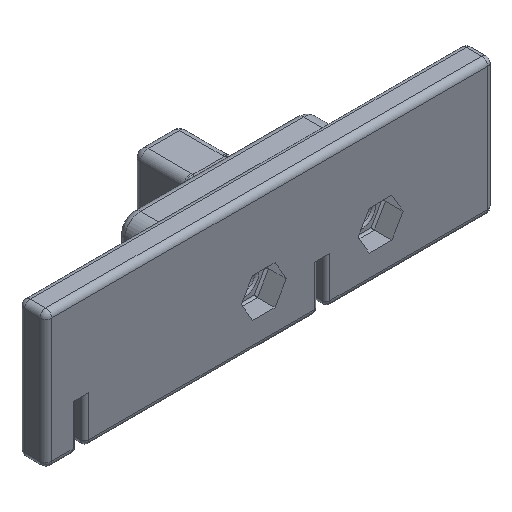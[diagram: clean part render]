
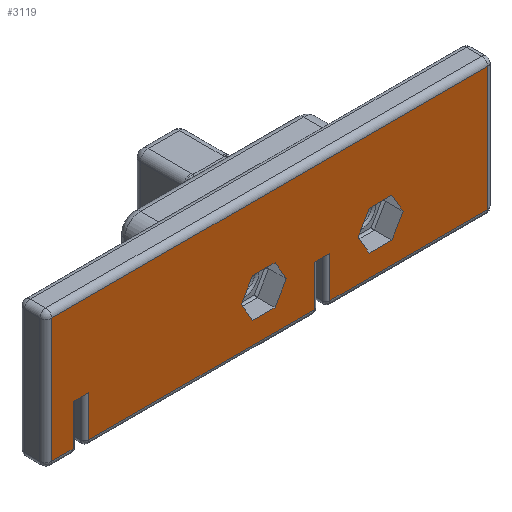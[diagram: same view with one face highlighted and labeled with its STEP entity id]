
A CAD part, isometric view. The second image highlights one B-rep face of the part: STEP entity #3119.
In plain terms, the highlighted planar face has unit normal (0, -1, 0).
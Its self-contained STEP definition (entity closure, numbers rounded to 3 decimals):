
#197=FACE_BOUND('',#1044,.T.);
#198=FACE_BOUND('',#1045,.T.);
#217=LINE('',#4809,#488);
#220=LINE('',#4814,#491);
#222=LINE('',#4818,#493);
#236=LINE('',#4859,#507);
#239=LINE('',#4864,#510);
#241=LINE('',#4868,#512);
#243=LINE('',#4887,#514);
#245=LINE('',#4926,#516);
#246=LINE('',#4928,#517);
#247=LINE('',#4930,#518);
#248=LINE('',#4932,#519);
#249=LINE('',#4934,#520);
#250=LINE('',#4936,#521);
#251=LINE('',#4938,#522);
#252=LINE('',#4940,#523);
#253=LINE('',#4942,#524);
#254=LINE('',#4944,#525);
#255=LINE('',#4945,#526);
#256=LINE('',#4947,#527);
#257=LINE('',#4949,#528);
#258=LINE('',#4950,#529);
#259=LINE('',#4952,#530);
#260=LINE('',#4954,#531);
#261=LINE('',#4955,#532);
#488=VECTOR('',#3775,10.);
#491=VECTOR('',#3780,10.);
#493=VECTOR('',#3784,10.);
#507=VECTOR('',#3824,10.);
#510=VECTOR('',#3829,10.);
#512=VECTOR('',#3833,10.);
#514=VECTOR('',#3855,10.);
#516=VECTOR('',#3865,10.);
#517=VECTOR('',#3866,10.);
#518=VECTOR('',#3867,10.);
#519=VECTOR('',#3868,10.);
#520=VECTOR('',#3869,10.);
#521=VECTOR('',#3870,10.);
#522=VECTOR('',#3871,10.);
#523=VECTOR('',#3872,10.);
#524=VECTOR('',#3873,10.);
#525=VECTOR('',#3874,10.);
#526=VECTOR('',#3875,10.);
#527=VECTOR('',#3876,10.);
#528=VECTOR('',#3877,10.);
#529=VECTOR('',#3878,10.);
#530=VECTOR('',#3879,10.);
#531=VECTOR('',#3880,10.);
#532=VECTOR('',#3881,10.);
#753=PLANE('',#3384);
#840=FACE_OUTER_BOUND('',#1043,.T.);
#1043=EDGE_LOOP('',(#2248,#2249,#2250,#2251,#2252,#2253,#2254,#2255,#2256,
#2257,#2258,#2259));
#1044=EDGE_LOOP('',(#2260,#2261,#2262,#2263,#2264,#2265));
#1045=EDGE_LOOP('',(#2266,#2267,#2268,#2269,#2270,#2271));
#1402=VERTEX_POINT('',#4806);
#1403=VERTEX_POINT('',#4808);
#1404=VERTEX_POINT('',#4812);
#1405=VERTEX_POINT('',#4816);
#1418=VERTEX_POINT('',#4856);
#1419=VERTEX_POINT('',#4858);
#1420=VERTEX_POINT('',#4862);
#1421=VERTEX_POINT('',#4866);
#1427=VERTEX_POINT('',#4884);
#1428=VERTEX_POINT('',#4886);
#1431=VERTEX_POINT('',#4925);
#1432=VERTEX_POINT('',#4927);
#1433=VERTEX_POINT('',#4929);
#1434=VERTEX_POINT('',#4931);
#1435=VERTEX_POINT('',#4933);
#1436=VERTEX_POINT('',#4935);
#1437=VERTEX_POINT('',#4937);
#1438=VERTEX_POINT('',#4939);
#1439=VERTEX_POINT('',#4941);
#1440=VERTEX_POINT('',#4943);
#1441=VERTEX_POINT('',#4946);
#1442=VERTEX_POINT('',#4948);
#1443=VERTEX_POINT('',#4951);
#1444=VERTEX_POINT('',#4953);
#1687=EDGE_CURVE('',#1403,#1402,#217,.T.);
#1690=EDGE_CURVE('',#1402,#1404,#220,.T.);
#1692=EDGE_CURVE('',#1404,#1405,#222,.T.);
#1712=EDGE_CURVE('',#1419,#1418,#236,.T.);
#1715=EDGE_CURVE('',#1418,#1420,#239,.T.);
#1717=EDGE_CURVE('',#1420,#1421,#241,.T.);
#1725=EDGE_CURVE('',#1427,#1428,#243,.T.);
#1730=EDGE_CURVE('',#1427,#1431,#245,.T.);
#1731=EDGE_CURVE('',#1432,#1431,#246,.T.);
#1732=EDGE_CURVE('',#1433,#1432,#247,.T.);
#1733=EDGE_CURVE('',#1434,#1433,#248,.T.);
#1734=EDGE_CURVE('',#1435,#1434,#249,.T.);
#1735=EDGE_CURVE('',#1436,#1435,#250,.T.);
#1736=EDGE_CURVE('',#1437,#1436,#251,.T.);
#1737=EDGE_CURVE('',#1438,#1437,#252,.T.);
#1738=EDGE_CURVE('',#1438,#1439,#253,.T.);
#1739=EDGE_CURVE('',#1440,#1439,#254,.T.);
#1740=EDGE_CURVE('',#1428,#1440,#255,.T.);
#1741=EDGE_CURVE('',#1421,#1441,#256,.T.);
#1742=EDGE_CURVE('',#1441,#1442,#257,.T.);
#1743=EDGE_CURVE('',#1442,#1419,#258,.T.);
#1744=EDGE_CURVE('',#1405,#1443,#259,.T.);
#1745=EDGE_CURVE('',#1443,#1444,#260,.T.);
#1746=EDGE_CURVE('',#1444,#1403,#261,.T.);
#2248=ORIENTED_EDGE('',*,*,#1725,.F.);
#2249=ORIENTED_EDGE('',*,*,#1730,.T.);
#2250=ORIENTED_EDGE('',*,*,#1731,.F.);
#2251=ORIENTED_EDGE('',*,*,#1732,.F.);
#2252=ORIENTED_EDGE('',*,*,#1733,.F.);
#2253=ORIENTED_EDGE('',*,*,#1734,.F.);
#2254=ORIENTED_EDGE('',*,*,#1735,.F.);
#2255=ORIENTED_EDGE('',*,*,#1736,.F.);
#2256=ORIENTED_EDGE('',*,*,#1737,.F.);
#2257=ORIENTED_EDGE('',*,*,#1738,.T.);
#2258=ORIENTED_EDGE('',*,*,#1739,.F.);
#2259=ORIENTED_EDGE('',*,*,#1740,.F.);
#2260=ORIENTED_EDGE('',*,*,#1741,.T.);
#2261=ORIENTED_EDGE('',*,*,#1742,.T.);
#2262=ORIENTED_EDGE('',*,*,#1743,.T.);
#2263=ORIENTED_EDGE('',*,*,#1712,.T.);
#2264=ORIENTED_EDGE('',*,*,#1715,.T.);
#2265=ORIENTED_EDGE('',*,*,#1717,.T.);
#2266=ORIENTED_EDGE('',*,*,#1744,.T.);
#2267=ORIENTED_EDGE('',*,*,#1745,.T.);
#2268=ORIENTED_EDGE('',*,*,#1746,.T.);
#2269=ORIENTED_EDGE('',*,*,#1687,.T.);
#2270=ORIENTED_EDGE('',*,*,#1690,.T.);
#2271=ORIENTED_EDGE('',*,*,#1692,.T.);
#3119=ADVANCED_FACE('',(#840,#197,#198),#753,.T.);
#3384=AXIS2_PLACEMENT_3D('',#4924,#3863,#3864);
#3775=DIRECTION('',(-1.,0.,0.));
#3780=DIRECTION('',(-0.5,0.,0.866));
#3784=DIRECTION('',(0.5,0.,0.866));
#3824=DIRECTION('',(-1.,0.,0.));
#3829=DIRECTION('',(-0.5,0.,0.866));
#3833=DIRECTION('',(0.5,0.,0.866));
#3855=DIRECTION('',(0.,0.,-1.));
#3863=DIRECTION('center_axis',(0.,-1.,0.));
#3864=DIRECTION('ref_axis',(0.,0.,-1.));
#3865=DIRECTION('',(1.,0.,0.));
#3866=DIRECTION('',(0.,0.,1.));
#3867=DIRECTION('',(-1.,0.,0.));
#3868=DIRECTION('',(0.,0.,-1.));
#3869=DIRECTION('',(1.,0.,0.));
#3870=DIRECTION('',(0.,0.,1.));
#3871=DIRECTION('',(-1.,0.,0.));
#3872=DIRECTION('',(0.,0.,-1.));
#3873=DIRECTION('',(1.,0.,0.));
#3874=DIRECTION('',(0.,0.,1.));
#3875=DIRECTION('',(-1.,0.,0.));
#3876=DIRECTION('',(1.,0.,0.));
#3877=DIRECTION('',(0.5,0.,-0.866));
#3878=DIRECTION('',(-0.5,0.,-0.866));
#3879=DIRECTION('',(1.,0.,0.));
#3880=DIRECTION('',(0.5,0.,-0.866));
#3881=DIRECTION('',(-0.5,0.,-0.866));
#4806=CARTESIAN_POINT('',(43.113,-0.7,7.));
#4808=CARTESIAN_POINT('',(48.887,-0.7,7.));
#4809=CARTESIAN_POINT('',(33.193,-0.7,7.));
#4812=CARTESIAN_POINT('',(40.226,-0.7,12.));
#4814=CARTESIAN_POINT('',(37.654,-0.7,16.455));
#4816=CARTESIAN_POINT('',(43.113,-0.7,17.));
#4818=CARTESIAN_POINT('',(38.56,-0.7,9.114));
#4856=CARTESIAN_POINT('',(13.113,-0.7,7.));
#4858=CARTESIAN_POINT('',(18.887,-0.7,7.));
#4859=CARTESIAN_POINT('',(18.193,-0.7,7.));
#4862=CARTESIAN_POINT('',(10.226,-0.7,12.));
#4864=CARTESIAN_POINT('',(11.404,-0.7,9.96));
#4866=CARTESIAN_POINT('',(13.113,-0.7,17.));
#4868=CARTESIAN_POINT('',(12.31,-0.7,15.609));
#4884=CARTESIAN_POINT('',(29.,-0.7,12.));
#4886=CARTESIAN_POINT('',(29.,-0.7,1.5));
#4887=CARTESIAN_POINT('',(29.,-0.7,14.713));
#4924=CARTESIAN_POINT('Origin',(17.5,-0.7,17.426));
#4925=CARTESIAN_POINT('',(33.,-0.7,12.));
#4926=CARTESIAN_POINT('',(30.,-0.7,12.));
#4927=CARTESIAN_POINT('',(33.,-0.7,1.5));
#4928=CARTESIAN_POINT('',(33.,-0.7,8.713));
#4929=CARTESIAN_POINT('',(73.5,-0.7,1.5));
#4930=CARTESIAN_POINT('',(46.25,-0.7,1.5));
#4931=CARTESIAN_POINT('',(73.5,-0.7,33.352));
#4932=CARTESIAN_POINT('',(73.5,-0.7,26.139));
#4933=CARTESIAN_POINT('',(-38.5,-0.7,33.352));
#4934=CARTESIAN_POINT('',(-11.25,-0.7,33.352));
#4935=CARTESIAN_POINT('',(-38.5,-0.7,1.5));
#4936=CARTESIAN_POINT('',(-38.5,-0.7,8.713));
#4937=CARTESIAN_POINT('',(-33.,-0.7,1.5));
#4938=CARTESIAN_POINT('',(-7.25,-0.7,1.5));
#4939=CARTESIAN_POINT('',(-33.,-0.7,12.));
#4940=CARTESIAN_POINT('',(-33.,-0.7,14.713));
#4941=CARTESIAN_POINT('',(-29.,-0.7,12.));
#4942=CARTESIAN_POINT('',(-30.,-0.7,12.));
#4943=CARTESIAN_POINT('',(-29.,-0.7,1.5));
#4944=CARTESIAN_POINT('',(-29.,-0.7,8.713));
#4945=CARTESIAN_POINT('',(23.75,-0.7,1.5));
#4946=CARTESIAN_POINT('',(18.887,-0.7,17.));
#4947=CARTESIAN_POINT('',(15.307,-0.7,17.));
#4948=CARTESIAN_POINT('',(21.774,-0.7,12.));
#4949=CARTESIAN_POINT('',(18.621,-0.7,17.46));
#4950=CARTESIAN_POINT('',(22.414,-0.7,13.109));
#4951=CARTESIAN_POINT('',(48.887,-0.7,17.));
#4952=CARTESIAN_POINT('',(30.307,-0.7,17.));
#4953=CARTESIAN_POINT('',(51.774,-0.7,12.));
#4954=CARTESIAN_POINT('',(44.871,-0.7,23.955));
#4955=CARTESIAN_POINT('',(48.664,-0.7,6.614));
